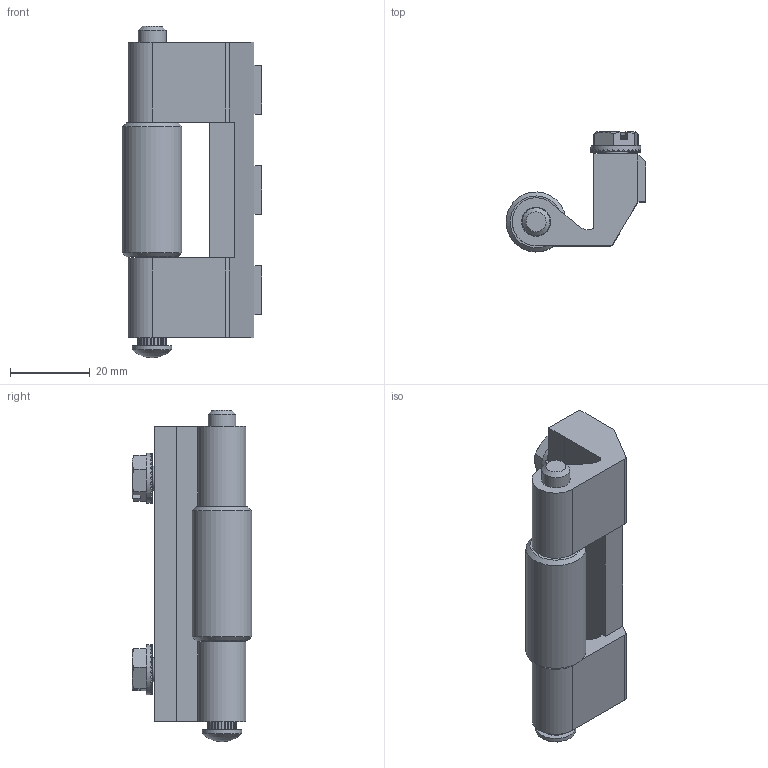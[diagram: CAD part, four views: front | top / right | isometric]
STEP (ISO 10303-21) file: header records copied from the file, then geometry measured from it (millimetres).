
FILE_DESCRIPTION( ( 'STEP AP203' ), '1' );
FILE_NAME( '096.step', '2006-12-06T15:44:34', ( ' ' ), ( ' ' ), 'XStep 1.0', ' ', ' ' );
FILE_SCHEMA( ( 'CONFIG_CONTROL_DESIGN' ) );
Length unit declared in the file: millimetre
Products named in the file (5): 1; 2; 3; 4; 5
Bounding box: 35 x 30 x 83 mm (x, y, z)
Volume: 25646.3 mm3; surface area: 16988.6 mm2
Topology: 5 solids, 5 shells, 534 faces, 1514 edges, 998 vertices
Faces by surface type: plane 450, cylinder 43, cone 24, bspline 16, sphere 1
Full cylindrical faces by diameter (mm): 5 x1, 5.1 x2, 6 x2, 7 x1, 7.1 x2, 7.2 x1, 7.3 x2, 10 x1, 12.5 x2, 15 x1
Entity records: 17690 total; most frequent: CARTESIAN_POINT 3666, ORIENTED_EDGE 2956, DIRECTION 2764, EDGE_CURVE 1478, LINE 1046, VECTOR 1046, VERTEX_POINT 993, AXIS2_PLACEMENT_3D 859
